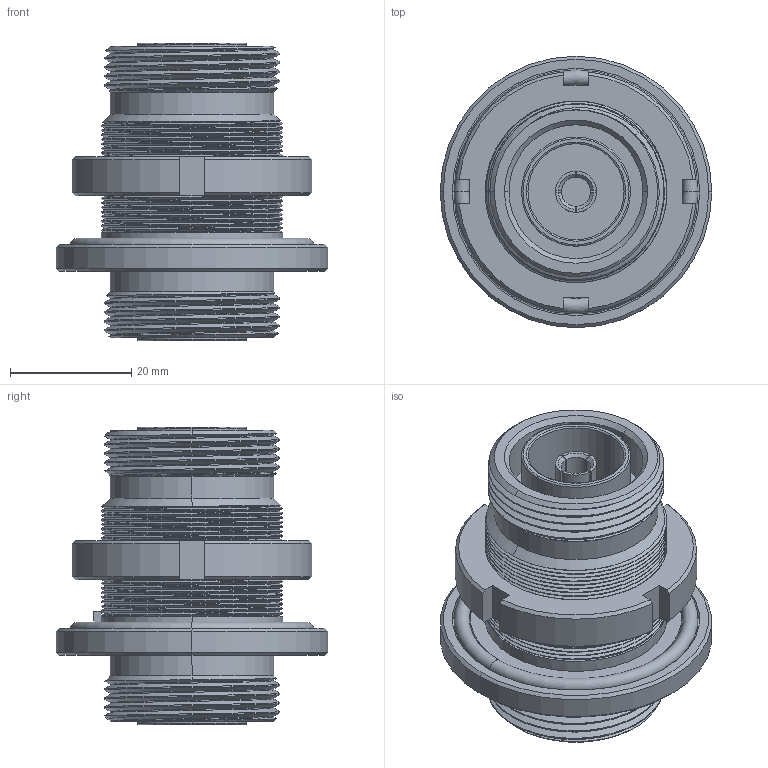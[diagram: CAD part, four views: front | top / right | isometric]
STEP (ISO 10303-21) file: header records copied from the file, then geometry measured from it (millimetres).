
FILE_DESCRIPTION (( 'STEP AP203' ), '1' );
FILE_NAME ('SM3383.step', '2018-07-25T18:08:14', ( '' ), ( '' ), 'SwSTEP 2.0', 'SolidWorks 2017', '' );
FILE_SCHEMA (( 'CONFIG_CONTROL_DESIGN' ));
Length unit declared in the file: inch
Products named in the file (1): SM3383
Bounding box: 44.8 x 44.8 x 49.1 mm (x, y, z)
Volume: 32153.1 mm3; surface area: 17778.9 mm2
Topology: 3 solids, 4 shells, 256 faces, 680 edges, 442 vertices
Faces by surface type: cylinder 126, plane 67, cone 37, bspline 14, torus 12
Entity records: 17702 total; most frequent: CARTESIAN_POINT 11818, ORIENTED_EDGE 1360, DIRECTION 1094, EDGE_CURVE 680, VERTEX_POINT 442, AXIS2_PLACEMENT_3D 420, EDGE_LOOP 272, FACE_OUTER_BOUND 256
